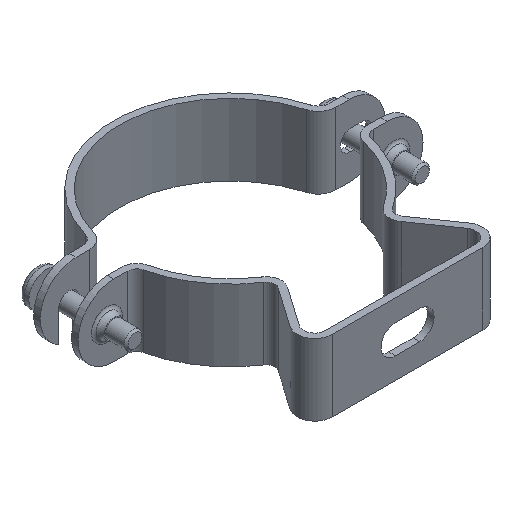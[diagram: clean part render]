
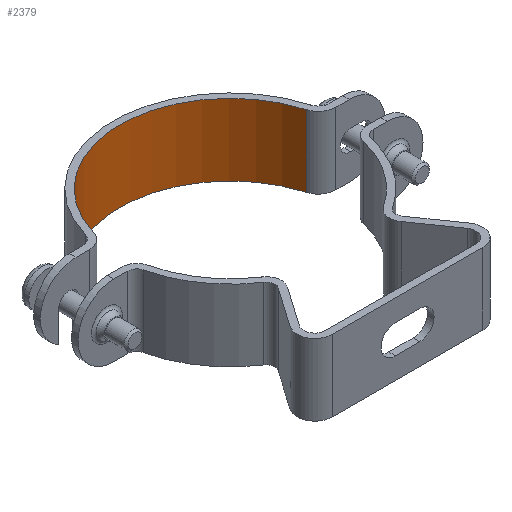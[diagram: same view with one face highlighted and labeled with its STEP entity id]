
A CAD part, isometric view. The second image highlights one B-rep face of the part: STEP entity #2379.
In plain terms, the highlighted cylindrical face has radius 25 mm (diameter 50 mm), a partial arc.
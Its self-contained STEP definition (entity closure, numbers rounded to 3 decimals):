
#287=FACE_OUTER_BOUND('',#427,.T.);
#427=EDGE_LOOP('',(#2053,#2054,#2055,#2056));
#568=LINE('',#4411,#707);
#569=LINE('',#4415,#708);
#707=VECTOR('',#3347,10.);
#708=VECTOR('',#3352,10.);
#847=CIRCLE('',#2655,25.);
#857=CIRCLE('',#2675,25.);
#1065=VERTEX_POINT('',#4362);
#1066=VERTEX_POINT('',#4364);
#1080=VERTEX_POINT('',#4410);
#1081=VERTEX_POINT('',#4414);
#1386=EDGE_CURVE('',#1066,#1065,#847,.T.);
#1409=EDGE_CURVE('',#1066,#1080,#568,.T.);
#1411=EDGE_CURVE('',#1065,#1081,#569,.T.);
#1412=EDGE_CURVE('',#1081,#1080,#857,.T.);
#2053=ORIENTED_EDGE('',*,*,#1386,.T.);
#2054=ORIENTED_EDGE('',*,*,#1411,.T.);
#2055=ORIENTED_EDGE('',*,*,#1412,.T.);
#2056=ORIENTED_EDGE('',*,*,#1409,.F.);
#2125=CYLINDRICAL_SURFACE('',#2674,25.);
#2379=ADVANCED_FACE('',(#287),#2125,.F.);
#2655=AXIS2_PLACEMENT_3D('',#4365,#3297,#3298);
#2674=AXIS2_PLACEMENT_3D('',#4413,#3350,#3351);
#2675=AXIS2_PLACEMENT_3D('',#4416,#3353,#3354);
#3297=DIRECTION('center_axis',(0.,0.,-1.));
#3298=DIRECTION('ref_axis',(-0.961,0.276,0.));
#3347=DIRECTION('',(0.,0.,1.));
#3350=DIRECTION('center_axis',(0.,0.,1.));
#3351=DIRECTION('ref_axis',(0.,1.,0.));
#3352=DIRECTION('',(0.,0.,1.));
#3353=DIRECTION('center_axis',(0.,0.,1.));
#3354=DIRECTION('ref_axis',(0.,1.,0.));
#4362=CARTESIAN_POINT('',(24.03,6.897,-8.1));
#4364=CARTESIAN_POINT('',(-24.03,6.897,-8.1));
#4365=CARTESIAN_POINT('Origin',(0.,0.,
-8.1));
#4410=CARTESIAN_POINT('',(-24.03,6.897,8.1));
#4411=CARTESIAN_POINT('',(-24.03,6.897,-8.1));
#4413=CARTESIAN_POINT('Origin',(0.,0.,
-8.1));
#4414=CARTESIAN_POINT('',(24.03,6.897,8.1));
#4415=CARTESIAN_POINT('',(24.03,6.897,-8.1));
#4416=CARTESIAN_POINT('Origin',(0.,0.,
8.1));
